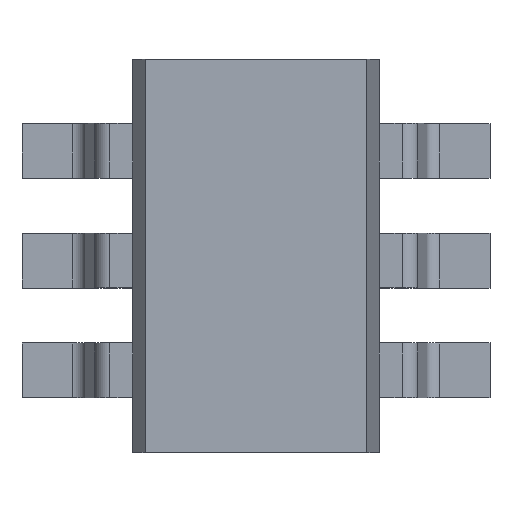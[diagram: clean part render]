
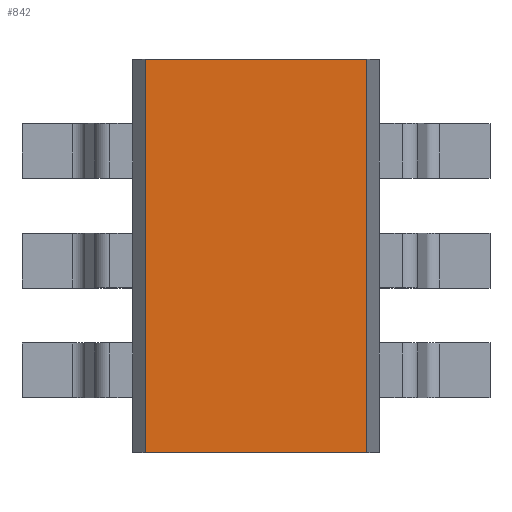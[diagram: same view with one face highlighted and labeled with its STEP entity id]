
A CAD part, top view. The second image highlights one B-rep face of the part: STEP entity #842.
In plain terms, the highlighted planar face has unit normal (0, 0, 1).
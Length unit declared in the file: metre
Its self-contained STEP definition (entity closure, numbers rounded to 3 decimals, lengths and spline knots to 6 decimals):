
#396 = EDGE_CURVE( '', #1124, #1125, #1126, .T. );
#652 = EDGE_CURVE( '', #1520, #1426, #1521, .T. );
#826 = EDGE_CURVE( '', #1125, #1520, #1748, .T. );
#842 = ADVANCED_FACE( '', ( #1767 ), #1768, .T. );
#912 = EDGE_CURVE( '', #1426, #1124, #1851, .T. );
#1124 = VERTEX_POINT( '', #2090 );
#1125 = VERTEX_POINT( '', #2091 );
#1126 = LINE( '', #2092, #2093 );
#1426 = VERTEX_POINT( '', #2512 );
#1520 = VERTEX_POINT( '', #2656 );
#1521 = LINE( '', #2657, #2658 );
#1748 = LINE( '', #3004, #3005 );
#1767 = FACE_OUTER_BOUND( '', #3035, .T. );
#1768 = PLANE( '', #3036 );
#1851 = LINE( '', #3167, #3168 );
#2090 = CARTESIAN_POINT( '', ( -0.000608, -0.001054, 0.00112 ) );
#2091 = CARTESIAN_POINT( '', ( 0.000605, -0.001054, 0.00112 ) );
#2092 = CARTESIAN_POINT( '', ( -0.000676, -0.001054, 0.00112 ) );
#2093 = VECTOR( '', #3496, 1. );
#2512 = CARTESIAN_POINT( '', ( -0.000608, 0.001096, 0.00112 ) );
#2656 = CARTESIAN_POINT( '', ( 0.000605, 0.001096, 0.00112 ) );
#2657 = CARTESIAN_POINT( '', ( 0.000674, 0.001096, 0.00112 ) );
#2658 = VECTOR( '', #3945, 1. );
#3004 = CARTESIAN_POINT( '', ( 0.000605, -0.000516, 0.00112 ) );
#3005 = VECTOR( '', #4234, 1. );
#3035 = EDGE_LOOP( '', ( #4252, #4253, #4254, #4255 ) );
#3036 = AXIS2_PLACEMENT_3D( '', #4256, #4257, #4258 );
#3167 = CARTESIAN_POINT( '', ( -0.000608, -0.000516, 0.00112 ) );
#3168 = VECTOR( '', #4365, 1. );
#3496 = DIRECTION( '', ( 1., 0., 0. ) );
#3945 = DIRECTION( '', ( -1., 0., 0. ) );
#4234 = DIRECTION( '', ( 0., 1., 0. ) );
#4252 = ORIENTED_EDGE( '', *, *, #826, .T. );
#4253 = ORIENTED_EDGE( '', *, *, #652, .T. );
#4254 = ORIENTED_EDGE( '', *, *, #912, .T. );
#4255 = ORIENTED_EDGE( '', *, *, #396, .T. );
#4256 = CARTESIAN_POINT( '', ( -0.000001, 0.000021, 0.00112 ) );
#4257 = DIRECTION( '', ( 0., 0., 1. ) );
#4258 = DIRECTION( '', ( 1., 0., 0. ) );
#4365 = DIRECTION( '', ( 0., -1., 0. ) );
